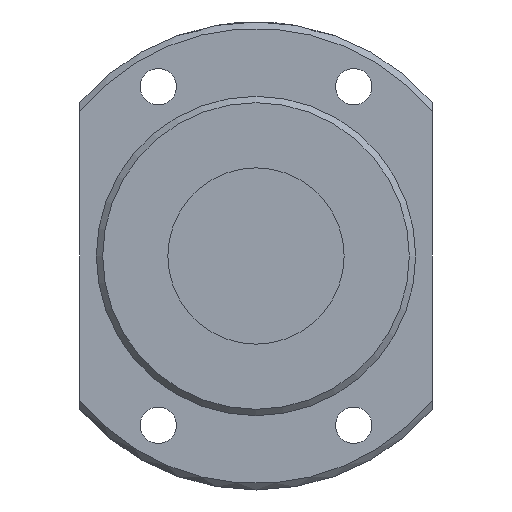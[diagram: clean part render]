
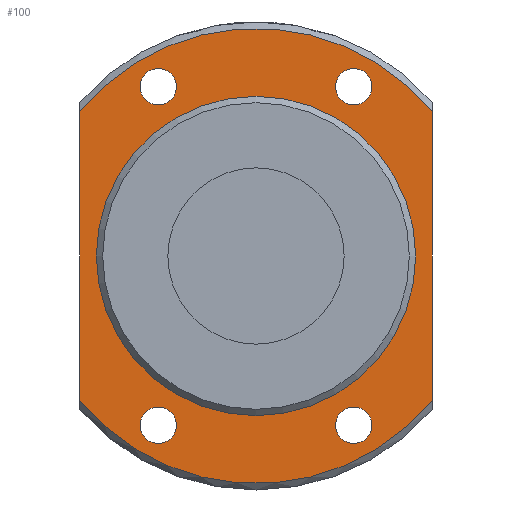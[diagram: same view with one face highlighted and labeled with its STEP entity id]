
A CAD part, front view. The second image highlights one B-rep face of the part: STEP entity #100.
In plain terms, the highlighted planar face has unit normal (0, -1, 0).
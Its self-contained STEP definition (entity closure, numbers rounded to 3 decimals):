
#40=LINE('',#723,#48);
#41=LINE('',#728,#49);
#48=VECTOR('',#587,1.);
#49=VECTOR('',#590,1.);
#78=PLANE('',#514);
#100=ADVANCED_FACE('',(#147,#148,#149,#150,#151,#152),#78,.F.);
#147=FACE_BOUND('',#206,.T.);
#148=FACE_BOUND('',#207,.T.);
#149=FACE_BOUND('',#208,.T.);
#150=FACE_BOUND('',#209,.T.);
#151=FACE_BOUND('',#210,.T.);
#152=FACE_BOUND('',#211,.T.);
#206=EDGE_LOOP('',(#272));
#207=EDGE_LOOP('',(#273));
#208=EDGE_LOOP('',(#274));
#209=EDGE_LOOP('',(#275));
#210=EDGE_LOOP('',(#276,#277,#278,#279));
#211=EDGE_LOOP('',(#280));
#272=ORIENTED_EDGE('',*,*,#418,.T.);
#273=ORIENTED_EDGE('',*,*,#419,.T.);
#274=ORIENTED_EDGE('',*,*,#420,.T.);
#275=ORIENTED_EDGE('',*,*,#421,.T.);
#276=ORIENTED_EDGE('',*,*,#422,.F.);
#277=ORIENTED_EDGE('',*,*,#423,.T.);
#278=ORIENTED_EDGE('',*,*,#424,.F.);
#279=ORIENTED_EDGE('',*,*,#425,.T.);
#280=ORIENTED_EDGE('',*,*,#426,.F.);
#374=VERTEX_POINT('',#716);
#375=VERTEX_POINT('',#718);
#376=VERTEX_POINT('',#720);
#377=VERTEX_POINT('',#722);
#378=VERTEX_POINT('',#724);
#379=VERTEX_POINT('',#725);
#380=VERTEX_POINT('',#727);
#381=VERTEX_POINT('',#729);
#382=VERTEX_POINT('',#732);
#418=EDGE_CURVE('',#374,#374,#470,.T.);
#419=EDGE_CURVE('',#375,#375,#471,.T.);
#420=EDGE_CURVE('',#376,#376,#472,.T.);
#421=EDGE_CURVE('',#377,#377,#473,.T.);
#422=EDGE_CURVE('',#378,#379,#40,.T.);
#423=EDGE_CURVE('',#378,#380,#474,.T.);
#424=EDGE_CURVE('',#381,#380,#41,.T.);
#425=EDGE_CURVE('',#381,#379,#475,.T.);
#426=EDGE_CURVE('',#382,#382,#476,.T.);
#470=CIRCLE('',#507,3.3);
#471=CIRCLE('',#508,3.3);
#472=CIRCLE('',#509,3.3);
#473=CIRCLE('',#510,3.3);
#474=CIRCLE('',#511,41.34);
#475=CIRCLE('',#512,41.34);
#476=CIRCLE('',#513,29.);
#507=AXIS2_PLACEMENT_3D('',#715,#579,#580);
#508=AXIS2_PLACEMENT_3D('',#717,#581,#582);
#509=AXIS2_PLACEMENT_3D('',#719,#583,#584);
#510=AXIS2_PLACEMENT_3D('',#721,#585,#586);
#511=AXIS2_PLACEMENT_3D('',#726,#588,#589);
#512=AXIS2_PLACEMENT_3D('',#730,#591,#592);
#513=AXIS2_PLACEMENT_3D('',#731,#593,#594);
#514=AXIS2_PLACEMENT_3D('',#733,#595,#596);
#579=DIRECTION('',(0.,1.,0.));
#580=DIRECTION('',(0.,0.,1.));
#581=DIRECTION('',(0.,1.,0.));
#582=DIRECTION('',(0.,0.,1.));
#583=DIRECTION('',(0.,1.,0.));
#584=DIRECTION('',(0.,0.,1.));
#585=DIRECTION('',(0.,1.,0.));
#586=DIRECTION('',(0.,0.,1.));
#587=DIRECTION('',(0.,0.,-1.));
#588=DIRECTION('',(0.,-1.,0.));
#589=DIRECTION('',(0.,0.,1.));
#590=DIRECTION('',(0.,0.,1.));
#591=DIRECTION('',(0.,-1.,0.));
#592=DIRECTION('',(0.,0.,1.));
#593=DIRECTION('',(0.,-1.,0.));
#594=DIRECTION('',(0.,0.,1.));
#595=DIRECTION('',(0.,1.,0.));
#596=DIRECTION('',(0.,0.,1.));
#715=CARTESIAN_POINT('',(-17.75,16.,30.744));
#716=CARTESIAN_POINT('',(-17.75,16.,34.044));
#717=CARTESIAN_POINT('',(17.75,16.,30.744));
#718=CARTESIAN_POINT('',(17.75,16.,34.044));
#719=CARTESIAN_POINT('',(17.75,16.,-30.744));
#720=CARTESIAN_POINT('',(17.75,16.,-27.444));
#721=CARTESIAN_POINT('',(-17.75,16.,-30.744));
#722=CARTESIAN_POINT('',(-17.75,16.,-27.444));
#723=CARTESIAN_POINT('',(32.,16.,27.969));
#724=CARTESIAN_POINT('',(32.,16.,26.172));
#725=CARTESIAN_POINT('',(32.,16.,-26.172));
#726=CARTESIAN_POINT('',(0.,16.,0.));
#727=CARTESIAN_POINT('',(-32.,16.,26.172));
#728=CARTESIAN_POINT('',(-32.,16.,-27.969));
#729=CARTESIAN_POINT('',(-32.,16.,-26.172));
#730=CARTESIAN_POINT('',(0.,16.,0.));
#731=CARTESIAN_POINT('',(0.,16.,0.));
#732=CARTESIAN_POINT('',(0.,16.,29.));
#733=CARTESIAN_POINT('',(0.,16.,0.));
